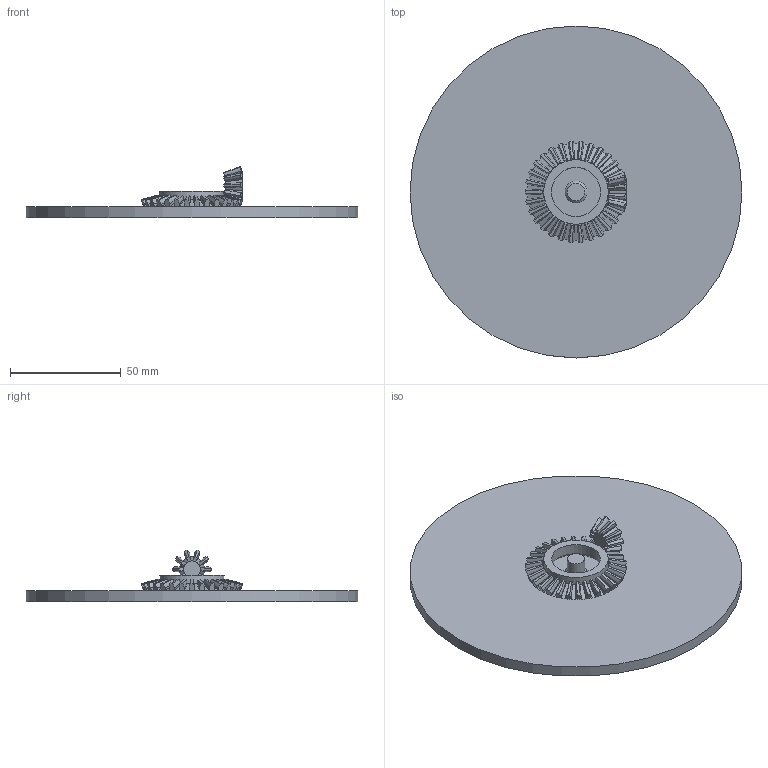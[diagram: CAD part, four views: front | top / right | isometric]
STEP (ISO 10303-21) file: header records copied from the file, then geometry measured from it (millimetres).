
FILE_DESCRIPTION(/* description */ (''),/* implementation_level */ '2;1');
FILE_NAME(/* name */ 'Dispay Turntable Assembly v4.step',/* time_stamp */ '2024-07-05T13:37:33-07:00',/* author */ (''),/* organization */ (''),/* preprocessor_version */ 'ST-DEVELOPER v20',/* originating_system */ 'Autodesk Translation Framework v13.14.0.145',/* authorisation */ '');
FILE_SCHEMA (('AUTOMOTIVE_DESIGN { 1 0 10303 214 3 1 1 }'));
Length unit declared in the file: millimetre
Products named in the file (4): Dispay Turntable Assembly; Driven; Component3; Driver
Assembly tree (3 placements, depth 2):
  Dispay Turntable Assembly
    Driven
    Component3
    Driver
Bounding box: 150 x 150 x 23.27 mm (x, y, z)
Volume: 93961.9 mm3; surface area: 43348.9 mm2
Topology: 3 solids, 3 shells, 413 faces, 1096 edges, 690 vertices
Faces by surface type: bspline 280, cone 122, plane 7, cylinder 4
Full cylindrical faces by diameter (mm): 7.9 x1, 22.1 x1, 29.208 x1, 150 x1
Entity records: 25035 total; most frequent: CARTESIAN_POINT 17256, ORIENTED_EDGE 2192, EDGE_CURVE 1096, B_SPLINE_CURVE_WITH_KNOTS 920, VERTEX_POINT 690, DIRECTION 626, EDGE_LOOP 416, FACE_OUTER_BOUND 413
